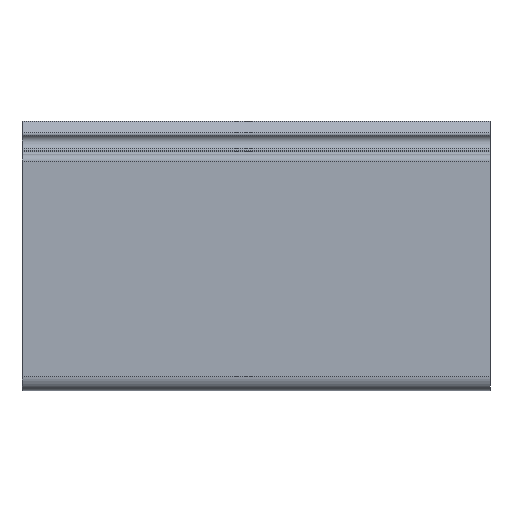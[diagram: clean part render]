
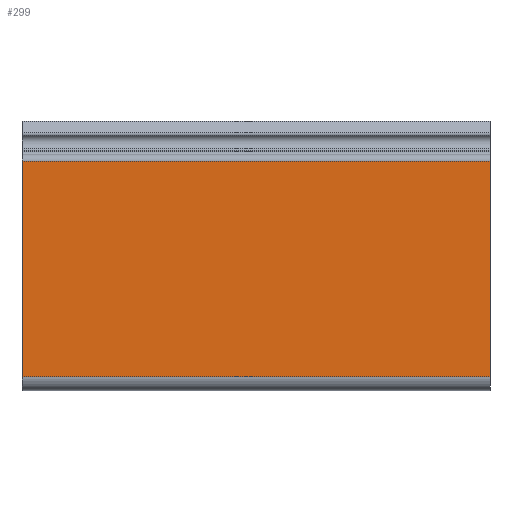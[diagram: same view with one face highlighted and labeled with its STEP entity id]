
A CAD part, front view. The second image highlights one B-rep face of the part: STEP entity #299.
In plain terms, the highlighted planar face has unit normal (0, -1, 0).
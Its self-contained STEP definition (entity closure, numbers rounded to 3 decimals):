
#299=ADVANCED_FACE('',(#604),#605,.F.);
#604=FACE_OUTER_BOUND('',#932,.T.);
#605=PLANE('',#933);
#932=EDGE_LOOP('',(#1960,#1961,#1962,#1963));
#933=AXIS2_PLACEMENT_3D('',#1964,#1965,#1966);
#1960=ORIENTED_EDGE('',*,*,#2865,.F.);
#1961=ORIENTED_EDGE('',*,*,#2866,.F.);
#1962=ORIENTED_EDGE('',*,*,#2867,.F.);
#1963=ORIENTED_EDGE('',*,*,#2863,.T.);
#1964=CARTESIAN_POINT('',(50000.0,-15.0,-4.));
#1965=DIRECTION('',(0.0,1.0,0.));
#1966=DIRECTION('',(0.0,0.,1.0));
#2863=EDGE_CURVE('',#3630,#3628,#3631,.T.);
#2865=EDGE_CURVE('',#3633,#3628,#3634,.T.);
#2866=EDGE_CURVE('',#3635,#3633,#3636,.T.);
#2867=EDGE_CURVE('',#3630,#3635,#3637,.T.);
#3628=VERTEX_POINT('',#4716);
#3630=VERTEX_POINT('',#4718);
#3631=LINE('',#4719,#4720);
#3633=VERTEX_POINT('',#4722);
#3634=LINE('',#4723,#4724);
#3635=VERTEX_POINT('',#4725);
#3636=LINE('',#4726,#4727);
#3637=LINE('',#4728,#4729);
#4716=CARTESIAN_POINT('',(-50.,-15.0,19.));
#4718=CARTESIAN_POINT('',(50.,-15.0,19.));
#4719=CARTESIAN_POINT('',(50000.0,-15.0,19.));
#4720=VECTOR('',#5577,1.0);
#4722=CARTESIAN_POINT('',(-50.,-15.0,-27.0));
#4723=CARTESIAN_POINT('',(-50.,-15.0,-4.));
#4724=VECTOR('',#5581,1.0);
#4725=CARTESIAN_POINT('',(50.,-15.0,-27.0));
#4726=CARTESIAN_POINT('',(50000.0,-15.0,-27.0));
#4727=VECTOR('',#5582,1.0);
#4728=CARTESIAN_POINT('',(50.,-15.0,-4.));
#4729=VECTOR('',#5583,1.0);
#5577=DIRECTION('',(-1.0,0.0,0.0));
#5581=DIRECTION('',(0.0,0.,1.0));
#5582=DIRECTION('',(-1.0,0.0,0.0));
#5583=DIRECTION('',(0.0,0.,-1.0));
